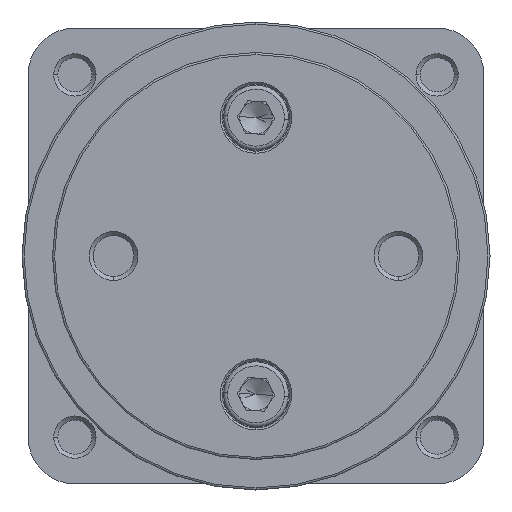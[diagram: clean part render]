
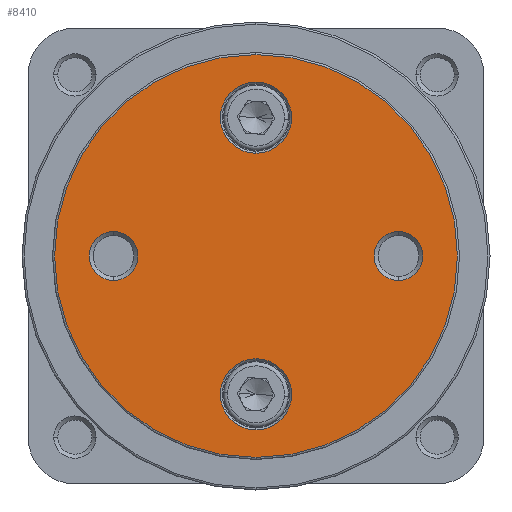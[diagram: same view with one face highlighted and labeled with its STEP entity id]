
A CAD part, left-side view. The second image highlights one B-rep face of the part: STEP entity #8410.
In plain terms, the highlighted planar face has unit normal (-1, 0, 0).
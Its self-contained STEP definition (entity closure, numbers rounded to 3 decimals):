
#251 = CARTESIAN_POINT ( 'NONE',  ( 0., 0., 49.5 ) ) ;
#252 = CARTESIAN_POINT ( 'NONE',  ( 0., 0., -49.5 ) ) ;
#273 = CARTESIAN_POINT ( 'NONE',  ( 0., 0., 25.25 ) ) ;
#274 = CARTESIAN_POINT ( 'NONE',  ( 0., 0., 42.75 ) ) ;
#277 = CARTESIAN_POINT ( 'NONE',  ( 0., 0., -42.75 ) ) ;
#278 = CARTESIAN_POINT ( 'NONE',  ( 0., 0., -25.25 ) ) ;
#305 = CARTESIAN_POINT ( 'NONE',  ( 0., 35., -6. ) ) ;
#306 = CARTESIAN_POINT ( 'NONE',  ( 0., 35., 6. ) ) ;
#309 = CARTESIAN_POINT ( 'NONE',  ( 0., -35., -6. ) ) ;
#310 = CARTESIAN_POINT ( 'NONE',  ( 0., -35., 6. ) ) ;
#1243 = CARTESIAN_POINT ( 'NONE',  ( 0., 0., 0. ) ) ;
#1244 = DIRECTION ( 'NONE',  ( -1., 0., 0. ) ) ;
#1245 = DIRECTION ( 'NONE',  ( 0., 0., -1. ) ) ;
#1273 = CARTESIAN_POINT ( 'NONE',  ( 0., 0., 34. ) ) ;
#1274 = DIRECTION ( 'NONE',  ( 1., 0., 0. ) ) ;
#1275 = DIRECTION ( 'NONE',  ( 0., 0., -1. ) ) ;
#1283 = CARTESIAN_POINT ( 'NONE',  ( 0., 0., -34. ) ) ;
#1284 = DIRECTION ( 'NONE',  ( 1., 0., 0. ) ) ;
#1285 = DIRECTION ( 'NONE',  ( 0., 0., -1. ) ) ;
#1353 = CARTESIAN_POINT ( 'NONE',  ( 0., 35., 0. ) ) ;
#1354 = DIRECTION ( 'NONE',  ( 1., 0., 0. ) ) ;
#1355 = DIRECTION ( 'NONE',  ( 0., 0., -1. ) ) ;
#1363 = CARTESIAN_POINT ( 'NONE',  ( 0., -35., 0. ) ) ;
#1364 = DIRECTION ( 'NONE',  ( 1., 0., 0. ) ) ;
#1365 = DIRECTION ( 'NONE',  ( 0., 0., -1. ) ) ;
#1486 = AXIS2_PLACEMENT_3D ( 'NONE', #1243, #1244, #1245 ) ;
#1496 = AXIS2_PLACEMENT_3D ( 'NONE', #1273, #1274, #1275 ) ;
#1497 = AXIS2_PLACEMENT_3D ( 'NONE', #1283, #1284, #1285 ) ;
#1513 = AXIS2_PLACEMENT_3D ( 'NONE', #1353, #1354, #1355 ) ;
#1514 = AXIS2_PLACEMENT_3D ( 'NONE', #1363, #1364, #1365 ) ;
#1531 = AXIS2_PLACEMENT_3D ( 'NONE', #2037, #2044, #2045 ) ;
#1537 = AXIS2_PLACEMENT_3D ( 'NONE', #2055, #2062, #2063 ) ;
#1538 = AXIS2_PLACEMENT_3D ( 'NONE', #2058, #2065, #2066 ) ;
#1542 = AXIS2_PLACEMENT_3D ( 'NONE', #2070, #2077, #2078 ) ;
#1543 = AXIS2_PLACEMENT_3D ( 'NONE', #2073, #2080, #2081 ) ;
#1859 = AXIS2_PLACEMENT_3D ( 'NONE', #5421, #5433, #5434 ) ;
#2037 = CARTESIAN_POINT ( 'NONE',  ( 0., -35., 0. ) ) ;
#2044 = DIRECTION ( 'NONE',  ( 1., 0., 0. ) ) ;
#2045 = DIRECTION ( 'NONE',  ( 0., 0., -1. ) ) ;
#2055 = CARTESIAN_POINT ( 'NONE',  ( 0., 35., 0. ) ) ;
#2058 = CARTESIAN_POINT ( 'NONE',  ( 0., 0., 34. ) ) ;
#2062 = DIRECTION ( 'NONE',  ( 1., 0., 0. ) ) ;
#2063 = DIRECTION ( 'NONE',  ( 0., 0., -1. ) ) ;
#2065 = DIRECTION ( 'NONE',  ( 1., 0., 0. ) ) ;
#2066 = DIRECTION ( 'NONE',  ( 0., 0., -1. ) ) ;
#2070 = CARTESIAN_POINT ( 'NONE',  ( 0., 0., 0. ) ) ;
#2073 = CARTESIAN_POINT ( 'NONE',  ( 0., 0., -34. ) ) ;
#2077 = DIRECTION ( 'NONE',  ( -1., 0., 0. ) ) ;
#2078 = DIRECTION ( 'NONE',  ( 0., 0., -1. ) ) ;
#2080 = DIRECTION ( 'NONE',  ( 1., 0., 0. ) ) ;
#2081 = DIRECTION ( 'NONE',  ( 0., 0., -1. ) ) ;
#2408 = EDGE_LOOP ( 'NONE', ( #7328, #7106 ) ) ;
#2424 = EDGE_LOOP ( 'NONE', ( #7337, #7313 ) ) ;
#2428 = EDGE_LOOP ( 'NONE', ( #7311, #7330 ) ) ;
#2430 = EDGE_LOOP ( 'NONE', ( #7184, #7334 ) ) ;
#2432 = EDGE_LOOP ( 'NONE', ( #7332, #7329 ) ) ;
#3980 = CIRCLE ( 'NONE', #1486, 49.5 ) ;
#4011 = CIRCLE ( 'NONE', #1496, 8.75 ) ;
#4026 = CIRCLE ( 'NONE', #1497, 8.75 ) ;
#4087 = CIRCLE ( 'NONE', #1513, 6. ) ;
#4093 = CIRCLE ( 'NONE', #1514, 6. ) ;
#4157 = CIRCLE ( 'NONE', #1531, 6. ) ;
#4163 = CIRCLE ( 'NONE', #1537, 6. ) ;
#4164 = CIRCLE ( 'NONE', #1538, 8.75 ) ;
#4168 = CIRCLE ( 'NONE', #1542, 49.5 ) ;
#4169 = CIRCLE ( 'NONE', #1543, 8.75 ) ;
#5023 = FACE_BOUND ( 'NONE', #2432, .T. ) ;
#5027 = FACE_OUTER_BOUND ( 'NONE', #2424, .T. ) ;
#5033 = FACE_BOUND ( 'NONE', #2428, .T. ) ;
#5035 = FACE_BOUND ( 'NONE', #2408, .T. ) ;
#5037 = FACE_BOUND ( 'NONE', #2430, .T. ) ;
#5421 = CARTESIAN_POINT ( 'NONE',  ( 0., 0., 0. ) ) ;
#5430 = PLANE ( 'NONE',  #1859 ) ;
#5433 = DIRECTION ( 'NONE',  ( 1., 0., 0. ) ) ;
#5434 = DIRECTION ( 'NONE',  ( 0., 0., -1. ) ) ;
#6769 = VERTEX_POINT ( 'NONE', #251 ) ;
#6770 = VERTEX_POINT ( 'NONE', #252 ) ;
#6791 = VERTEX_POINT ( 'NONE', #273 ) ;
#6792 = VERTEX_POINT ( 'NONE', #274 ) ;
#6795 = VERTEX_POINT ( 'NONE', #277 ) ;
#6796 = VERTEX_POINT ( 'NONE', #278 ) ;
#6823 = VERTEX_POINT ( 'NONE', #305 ) ;
#6824 = VERTEX_POINT ( 'NONE', #306 ) ;
#6827 = VERTEX_POINT ( 'NONE', #309 ) ;
#6828 = VERTEX_POINT ( 'NONE', #310 ) ;
#7106 = ORIENTED_EDGE ( 'NONE', *, *, #7792, .T. ) ;
#7184 = ORIENTED_EDGE ( 'NONE', *, *, #7743, .T. ) ;
#7311 = ORIENTED_EDGE ( 'NONE', *, *, #7711, .T. ) ;
#7313 = ORIENTED_EDGE ( 'NONE', *, *, #7697, .T. ) ;
#7328 = ORIENTED_EDGE ( 'NONE', *, *, #7707, .T. ) ;
#7329 = ORIENTED_EDGE ( 'NONE', *, *, #7791, .T. ) ;
#7330 = ORIENTED_EDGE ( 'NONE', *, *, #7797, .T. ) ;
#7332 = ORIENTED_EDGE ( 'NONE', *, *, #7739, .T. ) ;
#7334 = ORIENTED_EDGE ( 'NONE', *, *, #7785, .T. ) ;
#7337 = ORIENTED_EDGE ( 'NONE', *, *, #7796, .T. ) ;
#7697 = EDGE_CURVE ( 'NONE', #6769, #6770, #3980, .T. ) ;
#7707 = EDGE_CURVE ( 'NONE', #6792, #6791, #4011, .T. ) ;
#7711 = EDGE_CURVE ( 'NONE', #6796, #6795, #4026, .T. ) ;
#7739 = EDGE_CURVE ( 'NONE', #6824, #6823, #4087, .T. ) ;
#7743 = EDGE_CURVE ( 'NONE', #6828, #6827, #4093, .T. ) ;
#7785 = EDGE_CURVE ( 'NONE', #6827, #6828, #4157, .T. ) ;
#7791 = EDGE_CURVE ( 'NONE', #6823, #6824, #4163, .T. ) ;
#7792 = EDGE_CURVE ( 'NONE', #6791, #6792, #4164, .T. ) ;
#7796 = EDGE_CURVE ( 'NONE', #6770, #6769, #4168, .T. ) ;
#7797 = EDGE_CURVE ( 'NONE', #6795, #6796, #4169, .T. ) ;
#8410 = ADVANCED_FACE ( 'NONE', ( #5027, #5033, #5035, #5037, #5023 ), #5430, .F. ) ;
